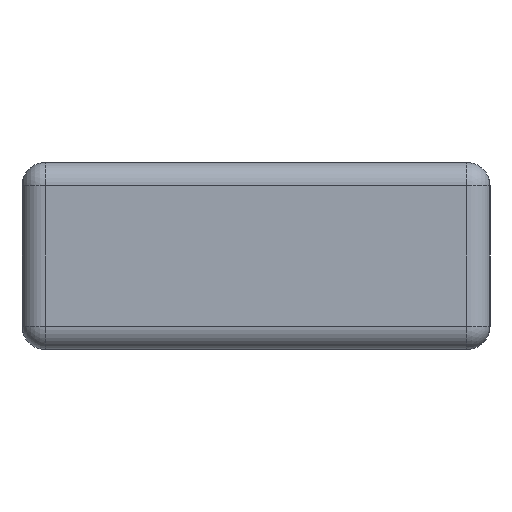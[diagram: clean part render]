
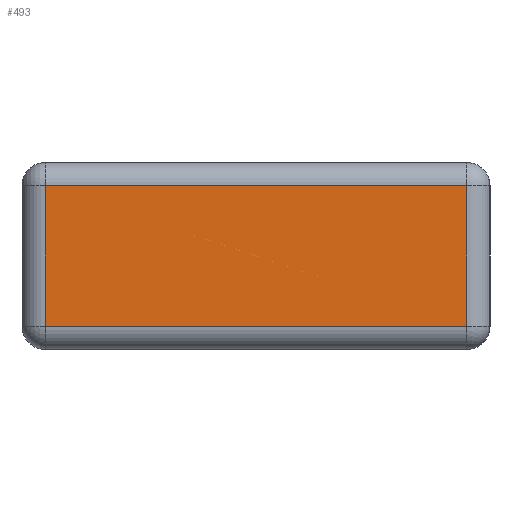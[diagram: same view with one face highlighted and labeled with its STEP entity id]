
A CAD part, left-side view. The second image highlights one B-rep face of the part: STEP entity #493.
In plain terms, the highlighted planar face has unit normal (-1, 0, 0).
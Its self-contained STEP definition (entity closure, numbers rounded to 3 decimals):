
#110 = VERTEX_POINT ( 'NONE', #1755 ) ;
#276 = LINE ( 'NONE', #1740, #1789 ) ;
#336 = EDGE_CURVE ( 'NONE', #110, #572, #1731, .T. ) ;
#390 = DIRECTION ( 'NONE',  ( 0., 0., 1. ) ) ;
#462 = AXIS2_PLACEMENT_3D ( 'NONE', #602, #2082, #1880 ) ;
#482 = ORIENTED_EDGE ( 'NONE', *, *, #863, .T. ) ;
#493 = ADVANCED_FACE ( 'NONE', ( #1855 ), #1128, .T. ) ;
#572 = VERTEX_POINT ( 'NONE', #1770 ) ;
#602 = CARTESIAN_POINT ( 'NONE',  ( -3.5, -5.804, 0.8 ) ) ;
#648 = ORIENTED_EDGE ( 'NONE', *, *, #336, .T. ) ;
#683 = VERTEX_POINT ( 'NONE', #1981 ) ;
#693 = VECTOR ( 'NONE', #390, 1000. ) ;
#828 = CARTESIAN_POINT ( 'NONE',  ( -3.5, -1., 0.1 ) ) ;
#863 = EDGE_CURVE ( 'NONE', #572, #683, #1292, .T. ) ;
#871 = CARTESIAN_POINT ( 'NONE',  ( -3.5, -5.804, 0.7 ) ) ;
#1004 = EDGE_LOOP ( 'NONE', ( #482, #2252, #1843, #648 ) ) ;
#1030 = DIRECTION ( 'NONE',  ( 0., 1., 0. ) ) ;
#1128 = PLANE ( 'NONE',  #462 ) ;
#1292 = LINE ( 'NONE', #2033, #693 ) ;
#1323 = EDGE_CURVE ( 'NONE', #1935, #110, #276, .T. ) ;
#1379 = LINE ( 'NONE', #871, #1425 ) ;
#1425 = VECTOR ( 'NONE', #1030, 1000. ) ;
#1699 = DIRECTION ( 'NONE',  ( 0., -1., 0. ) ) ;
#1731 = LINE ( 'NONE', #828, #1903 ) ;
#1740 = CARTESIAN_POINT ( 'NONE',  ( -3.5, 0.9, 0.8 ) ) ;
#1755 = CARTESIAN_POINT ( 'NONE',  ( -3.5, 0.9, 0.1 ) ) ;
#1770 = CARTESIAN_POINT ( 'NONE',  ( -3.5, -0.9, 0.1 ) ) ;
#1789 = VECTOR ( 'NONE', #2293, 1000. ) ;
#1802 = CARTESIAN_POINT ( 'NONE',  ( -3.5, 0.9, 0.7 ) ) ;
#1843 = ORIENTED_EDGE ( 'NONE', *, *, #1323, .T. ) ;
#1855 = FACE_OUTER_BOUND ( 'NONE', #1004, .T. ) ;
#1880 = DIRECTION ( 'NONE',  ( 0., 0., 1. ) ) ;
#1903 = VECTOR ( 'NONE', #1699, 1000. ) ;
#1935 = VERTEX_POINT ( 'NONE', #1802 ) ;
#1981 = CARTESIAN_POINT ( 'NONE',  ( -3.5, -0.9, 0.7 ) ) ;
#2033 = CARTESIAN_POINT ( 'NONE',  ( -3.5, -0.9, 0.8 ) ) ;
#2082 = DIRECTION ( 'NONE',  ( -1., 0., 0. ) ) ;
#2143 = EDGE_CURVE ( 'NONE', #683, #1935, #1379, .T. ) ;
#2252 = ORIENTED_EDGE ( 'NONE', *, *, #2143, .T. ) ;
#2293 = DIRECTION ( 'NONE',  ( 0., 0., -1. ) ) ;
